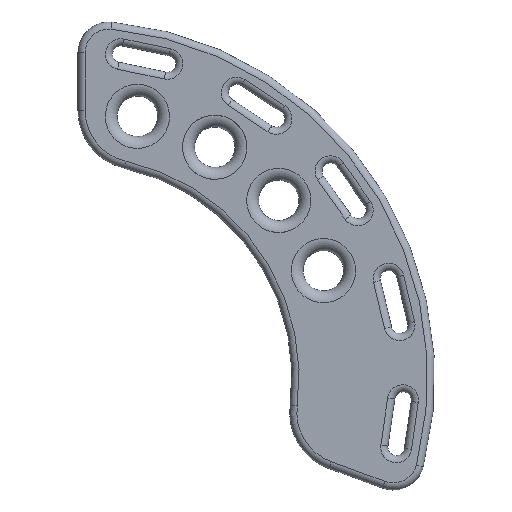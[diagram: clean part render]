
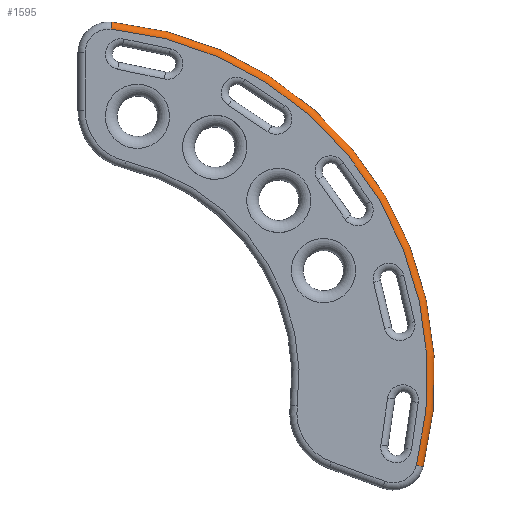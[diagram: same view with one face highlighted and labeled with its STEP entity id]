
A CAD part, top view. The second image highlights one B-rep face of the part: STEP entity #1595.
In plain terms, the highlighted toroidal (fillet/blend) face has major radius 147 mm and minor radius 3 mm.
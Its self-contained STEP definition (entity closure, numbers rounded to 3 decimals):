
#365=FACE_OUTER_BOUND('',#509,.T.);
#509=EDGE_LOOP('',(#1413,#1414,#1415,#1416));
#565=CIRCLE('',#1681,147.);
#660=CIRCLE('',#1847,3.);
#663=CIRCLE('',#1852,3.);
#664=CIRCLE('',#1853,150.);
#722=VERTEX_POINT('',#2579);
#723=VERTEX_POINT('',#2581);
#797=VERTEX_POINT('',#2866);
#800=VERTEX_POINT('',#2883);
#858=EDGE_CURVE('',#723,#722,#565,.T.);
#1012=EDGE_CURVE('',#723,#800,#660,.T.);
#1015=EDGE_CURVE('',#722,#797,#663,.T.);
#1016=EDGE_CURVE('',#797,#800,#664,.T.);
#1413=ORIENTED_EDGE('',*,*,#1015,.T.);
#1414=ORIENTED_EDGE('',*,*,#1016,.T.);
#1415=ORIENTED_EDGE('',*,*,#1012,.F.);
#1416=ORIENTED_EDGE('',*,*,#858,.T.);
#1499=TOROIDAL_SURFACE('',#1851,147.,3.);
#1595=ADVANCED_FACE('',(#365),#1499,.T.);
#1681=AXIS2_PLACEMENT_3D('',#2582,#2012,#2013);
#1847=AXIS2_PLACEMENT_3D('',#2884,#2403,#2404);
#1851=AXIS2_PLACEMENT_3D('',#2888,#2411,#2412);
#1852=AXIS2_PLACEMENT_3D('',#2889,#2413,#2414);
#1853=AXIS2_PLACEMENT_3D('',#2890,#2415,#2416);
#2012=DIRECTION('center_axis',(0.,0.,-1.));
#2013=DIRECTION('ref_axis',(0.819,0.574,0.));
#2403=DIRECTION('center_axis',(-0.995,0.095,0.));
#2404=DIRECTION('ref_axis',(0.,0.,1.));
#2411=DIRECTION('center_axis',(0.,0.,-1.));
#2412=DIRECTION('ref_axis',(-1.,0.,0.));
#2413=DIRECTION('center_axis',(0.251,0.968,0.));
#2414=DIRECTION('ref_axis',(0.,0.,1.));
#2415=DIRECTION('center_axis',(0.,0.,1.));
#2416=DIRECTION('ref_axis',(0.819,0.574,0.));
#2579=CARTESIAN_POINT('',(142.282,-36.942,8.));
#2581=CARTESIAN_POINT('',(13.949,146.337,8.));
#2582=CARTESIAN_POINT('Origin',(0.,0.,8.));
#2866=CARTESIAN_POINT('',(145.186,-37.696,5.));
#2883=CARTESIAN_POINT('',(14.234,149.323,5.));
#2884=CARTESIAN_POINT('Origin',(13.949,146.337,5.));
#2888=CARTESIAN_POINT('Origin',(0.,0.,5.));
#2889=CARTESIAN_POINT('Origin',(142.282,-36.942,5.));
#2890=CARTESIAN_POINT('Origin',(0.,0.,5.));
